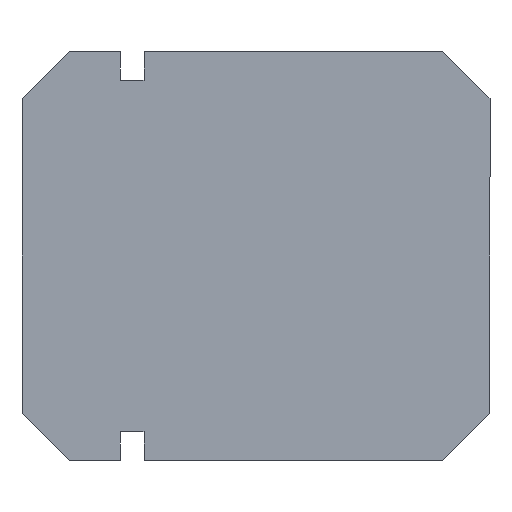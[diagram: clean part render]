
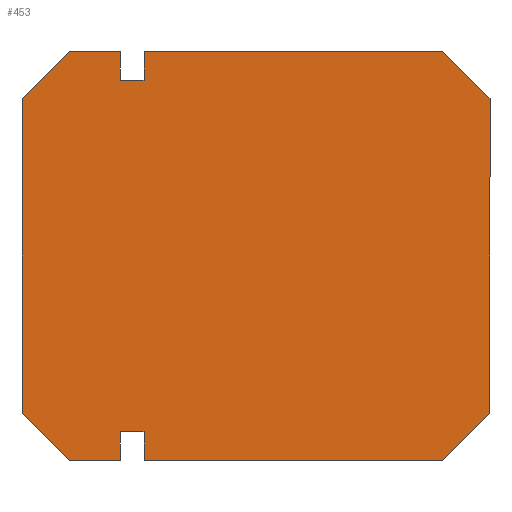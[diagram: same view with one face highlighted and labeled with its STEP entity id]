
A CAD part, left-side view. The second image highlights one B-rep face of the part: STEP entity #453.
In plain terms, the highlighted planar face has unit normal (-1, 0, 0).
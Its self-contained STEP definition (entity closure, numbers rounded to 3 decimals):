
#8 = EDGE_CURVE ( 'NONE', #535, #240, #359, .T. ) ;
#10 = ORIENTED_EDGE ( 'NONE', *, *, #524, .F. ) ;
#12 = CARTESIAN_POINT ( 'NONE',  ( -1.5, 95., -173.5 ) ) ;
#16 = DIRECTION ( 'NONE',  ( 0., -0.707, -0.707 ) ) ;
#21 = ORIENTED_EDGE ( 'NONE', *, *, #77, .T. ) ;
#23 = CARTESIAN_POINT ( 'NONE',  ( -1.5, 95., 173.5 ) ) ;
#25 = EDGE_CURVE ( 'NONE', #344, #595, #454, .T. ) ;
#27 = ORIENTED_EDGE ( 'NONE', *, *, #97, .F. ) ;
#28 = VECTOR ( 'NONE', #325, 1000. ) ;
#31 = CARTESIAN_POINT ( 'NONE',  ( -1.5, 115., -149. ) ) ;
#37 = CARTESIAN_POINT ( 'NONE',  ( -1.5, -158.5, -173.5 ) ) ;
#40 = ORIENTED_EDGE ( 'NONE', *, *, #235, .T. ) ;
#44 = PLANE ( 'NONE',  #128 ) ;
#52 = VECTOR ( 'NONE', #139, 1000. ) ;
#55 = CARTESIAN_POINT ( 'NONE',  ( -1.5, 115., -173.5 ) ) ;
#59 = DIRECTION ( 'NONE',  ( 0., 0., 1. ) ) ;
#60 = VECTOR ( 'NONE', #119, 1000. ) ;
#63 = CARTESIAN_POINT ( 'NONE',  ( -1.5, -198.5, -173.5 ) ) ;
#64 = EDGE_CURVE ( 'NONE', #452, #238, #251, .T. ) ;
#65 = VERTEX_POINT ( 'NONE', #189 ) ;
#75 = LINE ( 'NONE', #610, #60 ) ;
#77 = EDGE_CURVE ( 'NONE', #389, #65, #198, .T. ) ;
#78 = DIRECTION ( 'NONE',  ( 0., 1., 0. ) ) ;
#80 = VECTOR ( 'NONE', #263, 1000. ) ;
#86 = ORIENTED_EDGE ( 'NONE', *, *, #243, .T. ) ;
#92 = CARTESIAN_POINT ( 'NONE',  ( -1.5, 0., 0. ) ) ;
#97 = EDGE_CURVE ( 'NONE', #337, #65, #302, .T. ) ;
#110 = VECTOR ( 'NONE', #386, 1000. ) ;
#114 = EDGE_CURVE ( 'NONE', #441, #595, #143, .T. ) ;
#117 = VECTOR ( 'NONE', #78, 1000. ) ;
#119 = DIRECTION ( 'NONE',  ( 0., -0.707, 0.707 ) ) ;
#123 = ORIENTED_EDGE ( 'NONE', *, *, #215, .T. ) ;
#125 = CARTESIAN_POINT ( 'NONE',  ( -1.5, 115., -149. ) ) ;
#128 = AXIS2_PLACEMENT_3D ( 'NONE', #92, #571, #433 ) ;
#136 = CARTESIAN_POINT ( 'NONE',  ( -1.5, -198.5, -133.5 ) ) ;
#139 = DIRECTION ( 'NONE',  ( 0., -1., 0. ) ) ;
#140 = VECTOR ( 'NONE', #59, 1000. ) ;
#143 = LINE ( 'NONE', #544, #620 ) ;
#144 = EDGE_CURVE ( 'NONE', #603, #268, #531, .T. ) ;
#153 = DIRECTION ( 'NONE',  ( 0., 0., -1. ) ) ;
#173 = DIRECTION ( 'NONE',  ( 0., 0., -1. ) ) ;
#174 = ORIENTED_EDGE ( 'NONE', *, *, #64, .T. ) ;
#180 = FACE_OUTER_BOUND ( 'NONE', #220, .T. ) ;
#181 = VECTOR ( 'NONE', #16, 1000. ) ;
#189 = CARTESIAN_POINT ( 'NONE',  ( -1.5, 115., 173.5 ) ) ;
#198 = LINE ( 'NONE', #338, #110 ) ;
#208 = CARTESIAN_POINT ( 'NONE',  ( -1.5, 115., -173.5 ) ) ;
#215 = EDGE_CURVE ( 'NONE', #527, #493, #464, .T. ) ;
#220 = EDGE_LOOP ( 'NONE', ( #123, #293, #21, #27, #86, #431, #382, #10, #613, #40, #590, #234, #606, #244, #174, #282 ) ) ;
#225 = LINE ( 'NONE', #366, #117 ) ;
#231 = DIRECTION ( 'NONE',  ( 0., 0.707, -0.707 ) ) ;
#234 = ORIENTED_EDGE ( 'NONE', *, *, #114, .F. ) ;
#235 = EDGE_CURVE ( 'NONE', #268, #344, #473, .T. ) ;
#238 = VERTEX_POINT ( 'NONE', #619 ) ;
#240 = VERTEX_POINT ( 'NONE', #467 ) ;
#243 = EDGE_CURVE ( 'NONE', #337, #240, #517, .T. ) ;
#244 = ORIENTED_EDGE ( 'NONE', *, *, #543, .F. ) ;
#247 = CARTESIAN_POINT ( 'NONE',  ( -1.5, -198.5, 173.5 ) ) ;
#251 = LINE ( 'NONE', #502, #80 ) ;
#263 = DIRECTION ( 'NONE',  ( 0., 0.707, 0.707 ) ) ;
#268 = VERTEX_POINT ( 'NONE', #31 ) ;
#276 = CARTESIAN_POINT ( 'NONE',  ( -1.5, 158.5, 173.5 ) ) ;
#282 = ORIENTED_EDGE ( 'NONE', *, *, #496, .F. ) ;
#291 = EDGE_CURVE ( 'NONE', #493, #389, #225, .T. ) ;
#293 = ORIENTED_EDGE ( 'NONE', *, *, #291, .T. ) ;
#295 = LINE ( 'NONE', #585, #507 ) ;
#302 = LINE ( 'NONE', #393, #52 ) ;
#304 = CARTESIAN_POINT ( 'NONE',  ( -1.5, 198.5, -173.5 ) ) ;
#311 = DIRECTION ( 'NONE',  ( 0., 0., -1. ) ) ;
#314 = DIRECTION ( 'NONE',  ( 0., 0., 1. ) ) ;
#325 = DIRECTION ( 'NONE',  ( 0., -1., 0. ) ) ;
#327 = EDGE_CURVE ( 'NONE', #441, #462, #75, .T. ) ;
#337 = VERTEX_POINT ( 'NONE', #276 ) ;
#338 = CARTESIAN_POINT ( 'NONE',  ( -1.5, 115., 173.5 ) ) ;
#344 = VERTEX_POINT ( 'NONE', #616 ) ;
#358 = LINE ( 'NONE', #63, #439 ) ;
#359 = LINE ( 'NONE', #304, #140 ) ;
#366 = CARTESIAN_POINT ( 'NONE',  ( -1.5, 115., 149. ) ) ;
#368 = VECTOR ( 'NONE', #444, 1000. ) ;
#381 = CARTESIAN_POINT ( 'NONE',  ( -1.5, 158.5, -173.5 ) ) ;
#382 = ORIENTED_EDGE ( 'NONE', *, *, #596, .T. ) ;
#386 = DIRECTION ( 'NONE',  ( 0., 0., 1. ) ) ;
#388 = CARTESIAN_POINT ( 'NONE',  ( -1.5, 95., 149. ) ) ;
#389 = VERTEX_POINT ( 'NONE', #430 ) ;
#393 = CARTESIAN_POINT ( 'NONE',  ( -1.5, -198.5, 173.5 ) ) ;
#397 = DIRECTION ( 'NONE',  ( 0., 1., 0. ) ) ;
#403 = CARTESIAN_POINT ( 'NONE',  ( -1.5, 95., -173.5 ) ) ;
#408 = VERTEX_POINT ( 'NONE', #381 ) ;
#430 = CARTESIAN_POINT ( 'NONE',  ( -1.5, 115., 149. ) ) ;
#431 = ORIENTED_EDGE ( 'NONE', *, *, #8, .F. ) ;
#433 = DIRECTION ( 'NONE',  ( 0., 0., -1. ) ) ;
#439 = VECTOR ( 'NONE', #153, 1000. ) ;
#441 = VERTEX_POINT ( 'NONE', #37 ) ;
#444 = DIRECTION ( 'NONE',  ( 0., -1., 0. ) ) ;
#452 = VERTEX_POINT ( 'NONE', #622 ) ;
#453 = ADVANCED_FACE ( 'NONE', ( #180 ), #44, .F. ) ;
#454 = LINE ( 'NONE', #403, #614 ) ;
#462 = VERTEX_POINT ( 'NONE', #136 ) ;
#464 = LINE ( 'NONE', #23, #577 ) ;
#467 = CARTESIAN_POINT ( 'NONE',  ( -1.5, 198.5, 133.5 ) ) ;
#468 = VECTOR ( 'NONE', #231, 1000. ) ;
#473 = LINE ( 'NONE', #125, #28 ) ;
#485 = LINE ( 'NONE', #247, #368 ) ;
#493 = VERTEX_POINT ( 'NONE', #388 ) ;
#494 = CARTESIAN_POINT ( 'NONE',  ( -1.5, 198.5, -133.5 ) ) ;
#496 = EDGE_CURVE ( 'NONE', #527, #238, #485, .T. ) ;
#502 = CARTESIAN_POINT ( 'NONE',  ( -1.5, -198.5, 133.5 ) ) ;
#507 = VECTOR ( 'NONE', #397, 1000. ) ;
#516 = VECTOR ( 'NONE', #314, 1000. ) ;
#517 = LINE ( 'NONE', #566, #468 ) ;
#524 = EDGE_CURVE ( 'NONE', #603, #408, #295, .T. ) ;
#527 = VERTEX_POINT ( 'NONE', #588 ) ;
#531 = LINE ( 'NONE', #55, #516 ) ;
#535 = VERTEX_POINT ( 'NONE', #494 ) ;
#539 = CARTESIAN_POINT ( 'NONE',  ( -1.5, 198.5, -133.5 ) ) ;
#543 = EDGE_CURVE ( 'NONE', #452, #462, #358, .T. ) ;
#544 = CARTESIAN_POINT ( 'NONE',  ( -1.5, -198.5, -173.5 ) ) ;
#566 = CARTESIAN_POINT ( 'NONE',  ( -1.5, 158.5, 173.5 ) ) ;
#571 = DIRECTION ( 'NONE',  ( 1., 0., 0. ) ) ;
#577 = VECTOR ( 'NONE', #173, 1000. ) ;
#585 = CARTESIAN_POINT ( 'NONE',  ( -1.5, -198.5, -173.5 ) ) ;
#588 = CARTESIAN_POINT ( 'NONE',  ( -1.5, 95., 173.5 ) ) ;
#590 = ORIENTED_EDGE ( 'NONE', *, *, #25, .T. ) ;
#591 = DIRECTION ( 'NONE',  ( 0., 1., 0. ) ) ;
#592 = LINE ( 'NONE', #539, #181 ) ;
#595 = VERTEX_POINT ( 'NONE', #12 ) ;
#596 = EDGE_CURVE ( 'NONE', #535, #408, #592, .T. ) ;
#603 = VERTEX_POINT ( 'NONE', #208 ) ;
#606 = ORIENTED_EDGE ( 'NONE', *, *, #327, .T. ) ;
#610 = CARTESIAN_POINT ( 'NONE',  ( -1.5, -158.5, -173.5 ) ) ;
#613 = ORIENTED_EDGE ( 'NONE', *, *, #144, .T. ) ;
#614 = VECTOR ( 'NONE', #311, 1000. ) ;
#616 = CARTESIAN_POINT ( 'NONE',  ( -1.5, 95., -149. ) ) ;
#619 = CARTESIAN_POINT ( 'NONE',  ( -1.5, -158.5, 173.5 ) ) ;
#620 = VECTOR ( 'NONE', #591, 1000. ) ;
#622 = CARTESIAN_POINT ( 'NONE',  ( -1.5, -198.5, 133.5 ) ) ;
